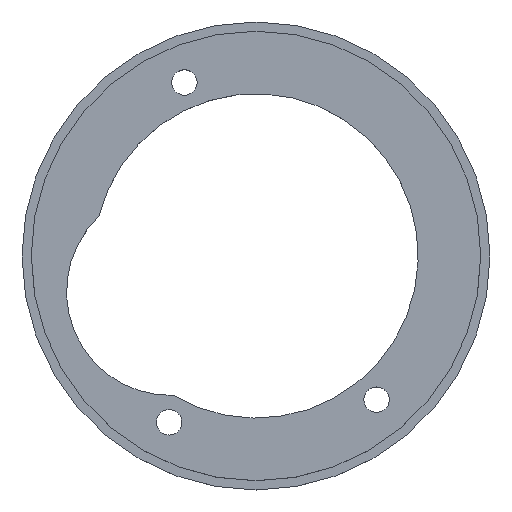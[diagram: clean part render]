
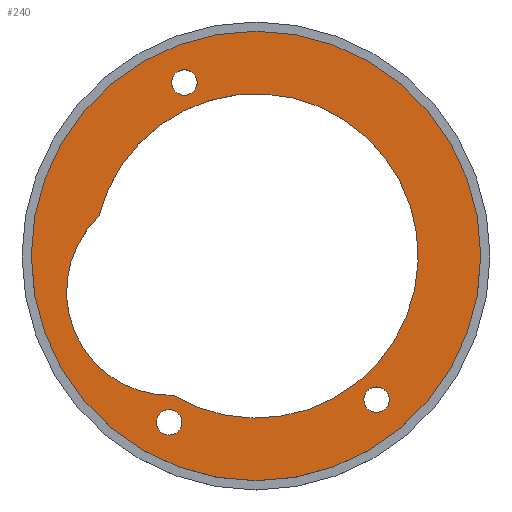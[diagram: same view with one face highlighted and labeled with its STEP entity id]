
A CAD part, top view. The second image highlights one B-rep face of the part: STEP entity #240.
In plain terms, the highlighted planar face has unit normal (0, 0, 1).
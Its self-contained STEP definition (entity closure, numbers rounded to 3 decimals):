
#22=PLANE('',#264);
#47=ORIENTED_EDGE('',*,*,#79,.F.);
#48=ORIENTED_EDGE('',*,*,#67,.T.);
#49=ORIENTED_EDGE('',*,*,#80,.T.);
#50=ORIENTED_EDGE('',*,*,#81,.T.);
#51=ORIENTED_EDGE('',*,*,#82,.T.);
#52=ORIENTED_EDGE('',*,*,#83,.F.);
#67=EDGE_CURVE('',#85,#86,#99,.T.);
#79=EDGE_CURVE('',#85,#86,#108,.T.);
#80=EDGE_CURVE('',#95,#95,#109,.F.);
#81=EDGE_CURVE('',#96,#96,#110,.F.);
#82=EDGE_CURVE('',#97,#97,#111,.F.);
#83=EDGE_CURVE('',#98,#98,#112,.T.);
#85=VERTEX_POINT('',#332);
#86=VERTEX_POINT('',#333);
#95=VERTEX_POINT('',#359);
#96=VERTEX_POINT('',#361);
#97=VERTEX_POINT('',#363);
#98=VERTEX_POINT('',#365);
#99=CIRCLE('',#252,17.78);
#108=CIRCLE('',#265,11.38);
#109=CIRCLE('',#266,1.397);
#110=CIRCLE('',#267,1.397);
#111=CIRCLE('',#268,1.397);
#112=CIRCLE('',#269,24.638);
#122=EDGE_LOOP('',(#47,#48));
#123=EDGE_LOOP('',(#49));
#124=EDGE_LOOP('',(#50));
#125=EDGE_LOOP('',(#51));
#126=EDGE_LOOP('',(#52));
#144=FACE_BOUND('',#122,.T.);
#145=FACE_BOUND('',#123,.T.);
#146=FACE_BOUND('',#124,.T.);
#147=FACE_BOUND('',#125,.T.);
#148=FACE_BOUND('',#126,.T.);
#240=ADVANCED_FACE('',(#144,#145,#146,#147,#148),#22,.T.);
#252=AXIS2_PLACEMENT_3D('',#331,#279,#280);
#264=AXIS2_PLACEMENT_3D('',#356,#306,#307);
#265=AXIS2_PLACEMENT_3D('',#357,#308,#309);
#266=AXIS2_PLACEMENT_3D('',#358,#310,#311);
#267=AXIS2_PLACEMENT_3D('',#360,#312,#313);
#268=AXIS2_PLACEMENT_3D('',#362,#314,#315);
#269=AXIS2_PLACEMENT_3D('',#364,#316,#317);
#279=DIRECTION('',(0.,0.,-1.));
#280=DIRECTION('',(1.,0.,0.));
#306=DIRECTION('',(0.,0.,1.));
#307=DIRECTION('',(1.,0.,0.));
#308=DIRECTION('',(0.,0.,1.));
#309=DIRECTION('',(0.,-1.,0.));
#310=DIRECTION('',(0.,0.,1.));
#311=DIRECTION('',(0.,-1.,0.));
#312=DIRECTION('',(0.,0.,1.));
#313=DIRECTION('',(0.,-1.,0.));
#314=DIRECTION('',(0.,0.,1.));
#315=DIRECTION('',(0.,-1.,0.));
#316=DIRECTION('',(0.,0.,-1.));
#317=DIRECTION('',(1.,0.,0.));
#331=CARTESIAN_POINT('',(-1.75,0.,-19.255));
#332=CARTESIAN_POINT('',(-18.998,4.317,-19.255));
#333=CARTESIAN_POINT('',(-10.823,-15.291,-19.255));
#356=CARTESIAN_POINT('',(-1.75,0.,-19.255));
#357=CARTESIAN_POINT('',(-11.14,-3.915,-19.255));
#358=CARTESIAN_POINT('',(11.475,-15.761,-19.255));
#359=CARTESIAN_POINT('',(11.475,-17.158,-19.255));
#360=CARTESIAN_POINT('',(-11.277,-18.236,-19.255));
#361=CARTESIAN_POINT('',(-11.277,-19.633,-19.255));
#362=CARTESIAN_POINT('',(-9.602,19.017,-19.255));
#363=CARTESIAN_POINT('',(-9.602,17.62,-19.255));
#364=CARTESIAN_POINT('',(-1.75,0.,-19.255));
#365=CARTESIAN_POINT('',(22.888,0.,-19.255));
